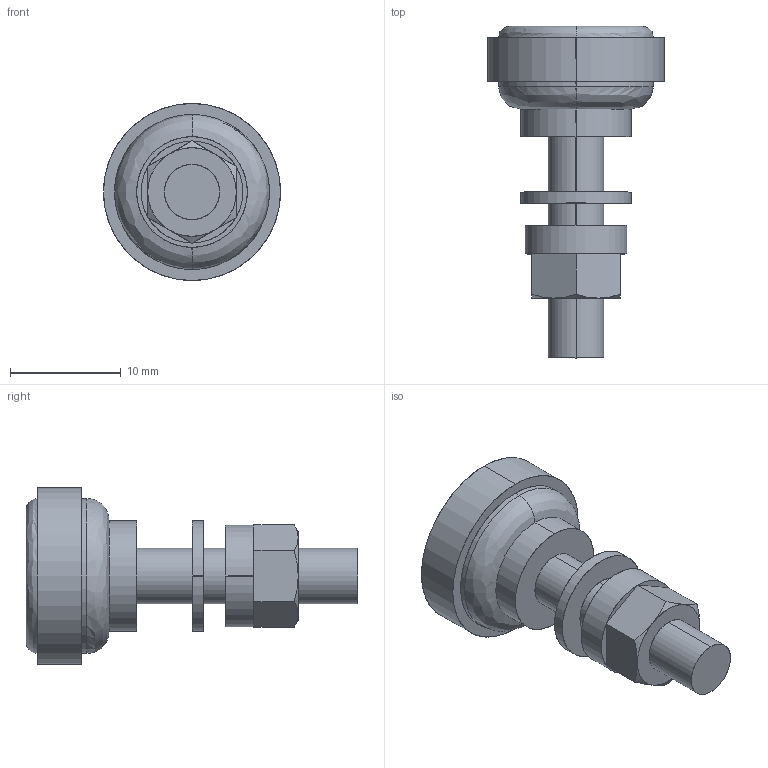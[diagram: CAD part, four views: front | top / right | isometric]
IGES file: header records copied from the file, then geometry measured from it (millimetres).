
Start section: SolidWorks IGES file using analytic representation for surfaces
Global section: file name: sone3D.IGS; native system: SolidWorks 2012; preprocessor: SolidWorks 2012; author: 0960ts; date: 130527.195028; units: millimetre
Bounding box: 16 x 30 x 16 mm (x, y, z)
Surface area: 1700.8 mm2 (no closed solid volume)
Topology: 0 solids, 0 shells, 45 faces, 778 edges, 778 vertices
Faces by surface type: revolution 24, bspline 21
